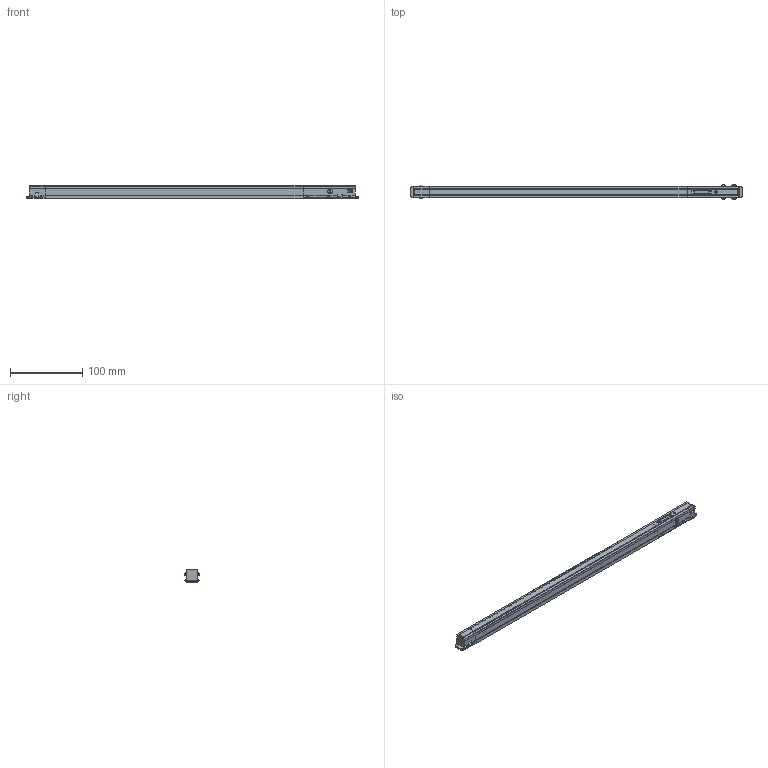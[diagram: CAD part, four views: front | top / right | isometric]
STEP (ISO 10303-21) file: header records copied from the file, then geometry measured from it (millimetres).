
FILE_DESCRIPTION(/* description */ (''),/* implementation_level */ '2;1');
FILE_NAME(/* name */ 'M0054.step',/* time_stamp */ '2025-12-29T11:26:52+01:00',/* author */ (''),/* organization */ (''),/* preprocessor_version */ 'ST-DEVELOPER v20.1',/* originating_system */ 'Autodesk Translation Framework v14.21.0.0',/* authorisation */ '');
FILE_SCHEMA (('AUTOMOTIVE_DESIGN { 1 0 10303 214 3 1 1 }'));
Products named in the file (1): M0054
Bounding box: 458.4 x 19.57 x 18.73 mm (x, y, z)
Volume: 80693.1 mm3; surface area: 76725.4 mm2
Topology: 26 solids, 26 shells, 4809 faces, 11979 edges, 7232 vertices
Faces by surface type: bspline 2168, cylinder 1176, cone 1098, plane 361, sphere 6
Full cylindrical faces by diameter (mm): 3.4 x1, 7 x1, 11 x12
Entity records: 247489 total; most frequent: CARTESIAN_POINT 152765, ORIENTED_EDGE 23942, DIRECTION 13159, EDGE_CURVE 11971, B_SPLINE_CURVE_WITH_KNOTS 7560, VERTEX_POINT 7232, AXIS2_PLACEMENT_3D 6106, EDGE_LOOP 4833
